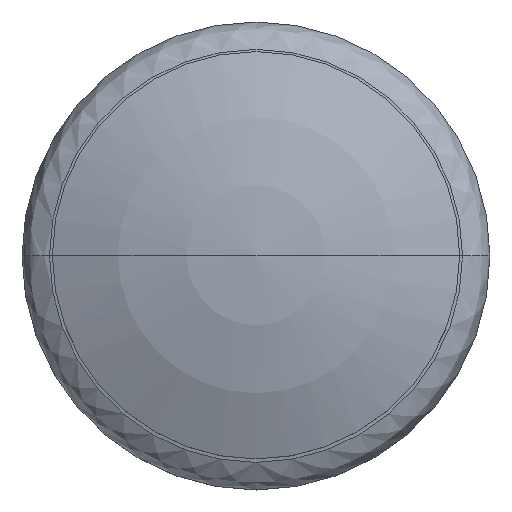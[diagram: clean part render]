
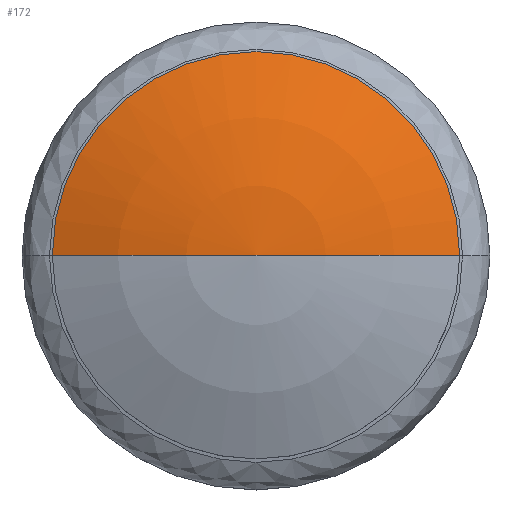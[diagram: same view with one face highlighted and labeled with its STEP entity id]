
A CAD part, top view. The second image highlights one B-rep face of the part: STEP entity #172.
In plain terms, the highlighted spherical face has radius 11.545 mm.
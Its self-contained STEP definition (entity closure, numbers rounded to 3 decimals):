
#172=ADVANCED_FACE('',(#798),#797,.T.);
#797=SPHERICAL_SURFACE('',#1439,11.545);
#798=FACE_OUTER_BOUND('',#1440,.T.);
#1436=CARTESIAN_POINT('',(0.,0.,-5.045));
#1437=DIRECTION('',(0.,0.,-1.));
#1438=DIRECTION('',(-1.,0.,0.));
#1439=AXIS2_PLACEMENT_3D('',#1436,#1437,#1438);
#1440=EDGE_LOOP('',(#1928,#1929,#1930));
#1928=ORIENTED_EDGE('',*,*,#2170,.F.);
#1929=ORIENTED_EDGE('',*,*,#2171,.F.);
#1930=ORIENTED_EDGE('',*,*,#2172,.T.);
#2170=EDGE_CURVE('',#3296,#3297,#3298,.T.);
#2171=EDGE_CURVE('',#3304,#3296,#3305,.T.);
#2172=EDGE_CURVE('',#3304,#3297,#3311,.T.);
#3296=VERTEX_POINT('',#4235);
#3297=VERTEX_POINT('',#4236);
#3298=CIRCLE('',#4240,4.7);
#3304=VERTEX_POINT('',#4241);
#3305=(BOUNDED_CURVE() B_SPLINE_CURVE(2,(#4242,#4243,#4244),.UNSPECIFIED.,.F.,.F.) B_SPLINE_CURVE_WITH_KNOTS((3,3),(0.,1.),.UNSPECIFIED.) CURVE() GEOMETRIC_REPRESENTATION_ITEM() RATIONAL_B_SPLINE_CURVE((1.,0.978,1.)) REPRESENTATION_ITEM('') );
#3311=(BOUNDED_CURVE() B_SPLINE_CURVE(2,(#4245,#4246,#4247),.UNSPECIFIED.,.F.,.F.) B_SPLINE_CURVE_WITH_KNOTS((3,3),(0.,1.),.UNSPECIFIED.) CURVE() GEOMETRIC_REPRESENTATION_ITEM() RATIONAL_B_SPLINE_CURVE((0.75,0.734,0.75)) REPRESENTATION_ITEM('') );
#4235=CARTESIAN_POINT('',(-4.7,0.,5.5));
#4236=CARTESIAN_POINT('',(4.7,0.,5.5));
#4237=CARTESIAN_POINT('',(0.,0.,5.5));
#4238=DIRECTION('',(0.,0.,-1.));
#4239=DIRECTION('',(-1.,0.,0.));
#4240=AXIS2_PLACEMENT_3D('',#4237,#4238,#4239);
#4241=CARTESIAN_POINT('',(0.,0.,6.5));
#4242=CARTESIAN_POINT('',(0.,0.,6.5));
#4243=CARTESIAN_POINT('',(-2.456,0.,6.5));
#4244=CARTESIAN_POINT('',(-4.7,0.,5.5));
#4245=CARTESIAN_POINT('',(0.,0.,6.5));
#4246=CARTESIAN_POINT('',(2.456,0.,6.5));
#4247=CARTESIAN_POINT('',(4.7,0.,5.5));
